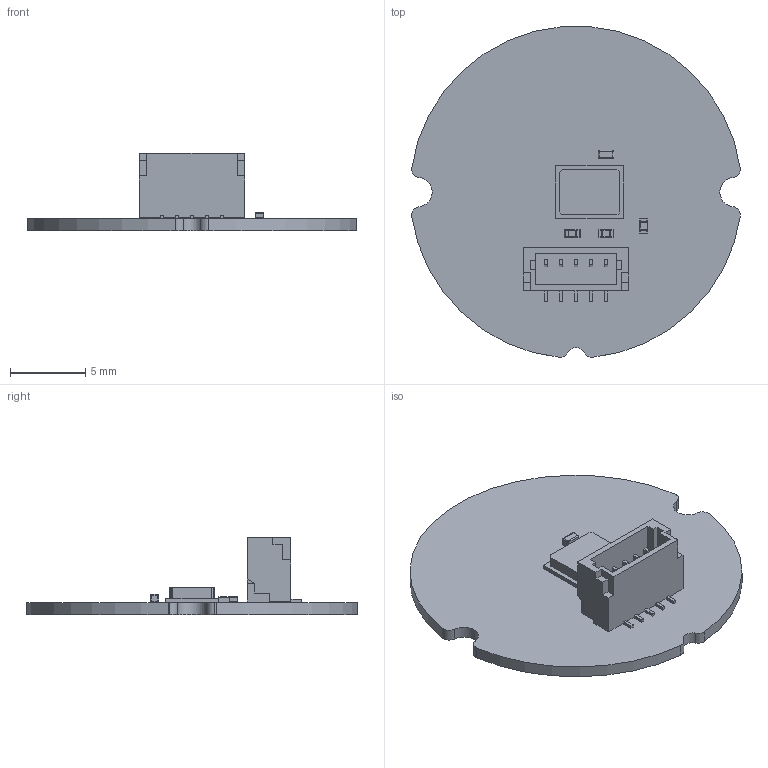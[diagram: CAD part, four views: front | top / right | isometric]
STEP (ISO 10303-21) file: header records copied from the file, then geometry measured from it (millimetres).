
FILE_DESCRIPTION (( 'STEP AP203' ), '1' );
FILE_NAME ('200908Sonyc_Mic rev.STEP', '2021-03-03T23:15:09', ( '' ), ( '' ), 'SwSTEP 2.0', 'SolidWorks 2020', '' );
FILE_SCHEMA (( 'CONFIG_CONTROL_DESIGN' ));
Length unit declared in the file: millimetre
Products named in the file (1): 200908Sonyc_Mic rev
Bounding box: 21.88 x 22.01 x 5.13 mm (x, y, z)
Volume: 369.3 mm3; surface area: 1089.9 mm2
Topology: 14 solids, 14 shells, 329 faces, 853 edges, 550 vertices
Faces by surface type: plane 256, cylinder 65, bspline 8
Entity records: 9992 total; most frequent: CARTESIAN_POINT 1845, ORIENTED_EDGE 1690, DIRECTION 1619, EDGE_CURVE 845, LINE 715, VECTOR 715, VERTEX_POINT 550, AXIS2_PLACEMENT_3D 452
